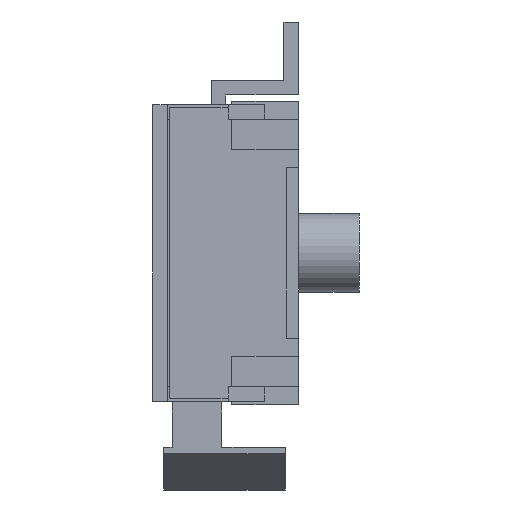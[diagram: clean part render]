
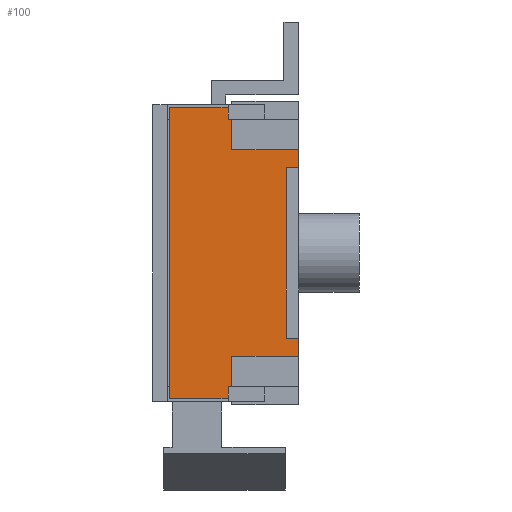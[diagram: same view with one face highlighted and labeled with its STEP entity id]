
A CAD part, left-side view. The second image highlights one B-rep face of the part: STEP entity #100.
In plain terms, the highlighted planar face has unit normal (-1, 0, 0).
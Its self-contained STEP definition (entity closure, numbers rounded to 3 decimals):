
#9 = ORIENTED_EDGE ( 'NONE', *, *, #797, .T. ) ;
#13 = EDGE_CURVE ( 'NONE', #624, #988, #901, .T. ) ;
#15 = ORIENTED_EDGE ( 'NONE', *, *, #36, .F. ) ;
#22 = VERTEX_POINT ( 'NONE', #951 ) ;
#23 = ORIENTED_EDGE ( 'NONE', *, *, #394, .T. ) ;
#34 = ORIENTED_EDGE ( 'NONE', *, *, #38, .T. ) ;
#36 = EDGE_CURVE ( 'NONE', #988, #680, #1107, .T. ) ;
#38 = EDGE_CURVE ( 'NONE', #695, #3244, #1112, .T. ) ;
#46 = ORIENTED_EDGE ( 'NONE', *, *, #13, .F. ) ;
#90 = EDGE_LOOP ( 'NONE', ( #2311, #332, #9, #15, #46, #23, #405, #169, #705, #530, #345, #602, #366, #34, #660, #670 ) ) ;
#100 = ADVANCED_FACE ( 'NONE', ( #1497 ), #1498, .F. ) ;
#112 = VERTEX_POINT ( 'NONE', #1595 ) ;
#163 = EDGE_CURVE ( 'NONE', #2464, #760, #2059, .T. ) ;
#169 = ORIENTED_EDGE ( 'NONE', *, *, #696, .F. ) ;
#332 = ORIENTED_EDGE ( 'NONE', *, *, #342, .T. ) ;
#337 = EDGE_CURVE ( 'NONE', #3221, #112, #2731, .T. ) ;
#342 = EDGE_CURVE ( 'NONE', #3264, #778, #2741, .T. ) ;
#345 = ORIENTED_EDGE ( 'NONE', *, *, #355, .F. ) ;
#355 = EDGE_CURVE ( 'NONE', #2466, #610, #2791, .T. ) ;
#366 = ORIENTED_EDGE ( 'NONE', *, *, #378, .F. ) ;
#378 = EDGE_CURVE ( 'NONE', #695, #22, #2863, .T. ) ;
#394 = EDGE_CURVE ( 'NONE', #624, #2464, #2904, .T. ) ;
#405 = ORIENTED_EDGE ( 'NONE', *, *, #163, .T. ) ;
#530 = ORIENTED_EDGE ( 'NONE', *, *, #545, .T. ) ;
#545 = EDGE_CURVE ( 'NONE', #3261, #610, #1204, .T. ) ;
#581 = VERTEX_POINT ( 'NONE', #1372 ) ;
#602 = ORIENTED_EDGE ( 'NONE', *, *, #608, .T. ) ;
#608 = EDGE_CURVE ( 'NONE', #2466, #22, #1534, .T. ) ;
#610 = VERTEX_POINT ( 'NONE', #1549 ) ;
#624 = VERTEX_POINT ( 'NONE', #1596 ) ;
#660 = ORIENTED_EDGE ( 'NONE', *, *, #3236, .T. ) ;
#670 = ORIENTED_EDGE ( 'NONE', *, *, #337, .T. ) ;
#680 = VERTEX_POINT ( 'NONE', #1806 ) ;
#695 = VERTEX_POINT ( 'NONE', #1890 ) ;
#696 = EDGE_CURVE ( 'NONE', #581, #760, #1895, .T. ) ;
#705 = ORIENTED_EDGE ( 'NONE', *, *, #779, .F. ) ;
#760 = VERTEX_POINT ( 'NONE', #2236 ) ;
#778 = VERTEX_POINT ( 'NONE', #2314 ) ;
#779 = EDGE_CURVE ( 'NONE', #3261, #581, #2315, .T. ) ;
#797 = EDGE_CURVE ( 'NONE', #778, #680, #2358, .T. ) ;
#901 = LINE ( 'NONE', #902, #903 ) ;
#902 = CARTESIAN_POINT ( 'NONE',  ( -1.5, 0.55, 0.85 ) ) ;
#903 = VECTOR ( 'NONE', #904, 1000. ) ;
#904 = DIRECTION ( 'NONE',  ( 0., 0., -1. ) ) ;
#951 = CARTESIAN_POINT ( 'NONE',  ( -1.5, 0.55, -1.1 ) ) ;
#988 = VERTEX_POINT ( 'NONE', #2520 ) ;
#1107 = LINE ( 'NONE', #1108, #1109 ) ;
#1108 = CARTESIAN_POINT ( 'NONE',  ( -1.5, 0.55, 0.85 ) ) ;
#1109 = VECTOR ( 'NONE', #1110, 1000. ) ;
#1110 = DIRECTION ( 'NONE',  ( 0., -1., 0. ) ) ;
#1112 = LINE ( 'NONE', #1113, #1114 ) ;
#1113 = CARTESIAN_POINT ( 'NONE',  ( -1.5, 0.55, -0.85 ) ) ;
#1114 = VECTOR ( 'NONE', #1115, 1000. ) ;
#1115 = DIRECTION ( 'NONE',  ( 0., -1., 0. ) ) ;
#1204 = LINE ( 'NONE', #1205, #1206 ) ;
#1205 = CARTESIAN_POINT ( 'NONE',  ( -1.5, 1.06, -1.2 ) ) ;
#1206 = VECTOR ( 'NONE', #1207, 1000. ) ;
#1207 = DIRECTION ( 'NONE',  ( 0., -1., 0. ) ) ;
#1372 = CARTESIAN_POINT ( 'NONE',  ( -1.5, 1.06, 1.2 ) ) ;
#1497 = FACE_OUTER_BOUND ( 'NONE', #90, .T. ) ;
#1498 = PLANE ( 'NONE',  #1499 ) ;
#1499 = AXIS2_PLACEMENT_3D ( 'NONE', #1500, #1501, #1502 ) ;
#1500 = CARTESIAN_POINT ( 'NONE',  ( -1.5, 1.06, 1.22 ) ) ;
#1501 = DIRECTION ( 'NONE',  ( 1., 0., 0. ) ) ;
#1502 = DIRECTION ( 'NONE',  ( 0., 0., -1. ) ) ;
#1534 = LINE ( 'NONE', #1535, #1536 ) ;
#1535 = CARTESIAN_POINT ( 'NONE',  ( -1.5, 1.06, -1.1 ) ) ;
#1536 = VECTOR ( 'NONE', #1537, 1000. ) ;
#1537 = DIRECTION ( 'NONE',  ( 0., -1., 0. ) ) ;
#1549 = CARTESIAN_POINT ( 'NONE',  ( -1.5, 0.58, -1.2 ) ) ;
#1595 = CARTESIAN_POINT ( 'NONE',  ( -1.5, 0.1, -0.7 ) ) ;
#1596 = CARTESIAN_POINT ( 'NONE',  ( -1.5, 0.55, 1.1 ) ) ;
#1806 = CARTESIAN_POINT ( 'NONE',  ( -1.5, 0., 0.85 ) ) ;
#1824 = CARTESIAN_POINT ( 'NONE',  ( -1.5, 0., -0.7 ) ) ;
#1890 = CARTESIAN_POINT ( 'NONE',  ( -1.5, 0.55, -0.85 ) ) ;
#1895 = LINE ( 'NONE', #1896, #1897 ) ;
#1896 = CARTESIAN_POINT ( 'NONE',  ( -1.5, 1.06, 1.2 ) ) ;
#1897 = VECTOR ( 'NONE', #1898, 1000. ) ;
#1898 = DIRECTION ( 'NONE',  ( 0., -1., 0. ) ) ;
#1930 = LINE ( 'NONE', #1931, #1932 ) ;
#1931 = CARTESIAN_POINT ( 'NONE',  ( -1.5, 0., 1.22 ) ) ;
#1932 = VECTOR ( 'NONE', #1933, 1000. ) ;
#1933 = DIRECTION ( 'NONE',  ( 0., 0., 1. ) ) ;
#1970 = CARTESIAN_POINT ( 'NONE',  ( -1.5, 0., -0.85 ) ) ;
#2014 = LINE ( 'NONE', #2015, #2016 ) ;
#2015 = CARTESIAN_POINT ( 'NONE',  ( -1.5, 0.1, 1.22 ) ) ;
#2016 = VECTOR ( 'NONE', #2019, 1000. ) ;
#2019 = DIRECTION ( 'NONE',  ( 0., 0., -1. ) ) ;
#2040 = CARTESIAN_POINT ( 'NONE',  ( -1.5, 0.58, 1.1 ) ) ;
#2041 = CARTESIAN_POINT ( 'NONE',  ( -1.5, 0.58, -1.1 ) ) ;
#2059 = LINE ( 'NONE', #2060, #2061 ) ;
#2060 = CARTESIAN_POINT ( 'NONE',  ( -1.5, 0.58, 1.22 ) ) ;
#2061 = VECTOR ( 'NONE', #2062, 1000. ) ;
#2062 = DIRECTION ( 'NONE',  ( 0., 0., 1. ) ) ;
#2191 = CARTESIAN_POINT ( 'NONE',  ( -1.5, 1.06, -1.2 ) ) ;
#2210 = CARTESIAN_POINT ( 'NONE',  ( -1.5, 0.1, 0.7 ) ) ;
#2236 = CARTESIAN_POINT ( 'NONE',  ( -1.5, 0.58, 1.2 ) ) ;
#2311 = ORIENTED_EDGE ( 'NONE', *, *, #2422, .F. ) ;
#2314 = CARTESIAN_POINT ( 'NONE',  ( -1.5, 0., 0.7 ) ) ;
#2315 = LINE ( 'NONE', #2316, #2317 ) ;
#2316 = CARTESIAN_POINT ( 'NONE',  ( -1.5, 1.06, 1.22 ) ) ;
#2317 = VECTOR ( 'NONE', #2318, 1000. ) ;
#2318 = DIRECTION ( 'NONE',  ( 0., 0., 1. ) ) ;
#2358 = LINE ( 'NONE', #2359, #2360 ) ;
#2359 = CARTESIAN_POINT ( 'NONE',  ( -1.5, 0., 1.22 ) ) ;
#2360 = VECTOR ( 'NONE', #2361, 1000. ) ;
#2361 = DIRECTION ( 'NONE',  ( 0., 0., 1. ) ) ;
#2422 = EDGE_CURVE ( 'NONE', #3264, #112, #2014, .T. ) ;
#2464 = VERTEX_POINT ( 'NONE', #2040 ) ;
#2466 = VERTEX_POINT ( 'NONE', #2041 ) ;
#2520 = CARTESIAN_POINT ( 'NONE',  ( -1.5, 0.55, 0.85 ) ) ;
#2731 = LINE ( 'NONE', #2734, #2735 ) ;
#2734 = CARTESIAN_POINT ( 'NONE',  ( -1.5, 1.06, -0.7 ) ) ;
#2735 = VECTOR ( 'NONE', #2736, 1000. ) ;
#2736 = DIRECTION ( 'NONE',  ( 0., 1., 0. ) ) ;
#2741 = LINE ( 'NONE', #2742, #2743 ) ;
#2742 = CARTESIAN_POINT ( 'NONE',  ( -1.5, 1.06, 0.7 ) ) ;
#2743 = VECTOR ( 'NONE', #2744, 1000. ) ;
#2744 = DIRECTION ( 'NONE',  ( 0., -1., 0. ) ) ;
#2791 = LINE ( 'NONE', #2792, #2793 ) ;
#2792 = CARTESIAN_POINT ( 'NONE',  ( -1.5, 0.58, 1.22 ) ) ;
#2793 = VECTOR ( 'NONE', #2794, 1000. ) ;
#2794 = DIRECTION ( 'NONE',  ( 0., 0., -1. ) ) ;
#2863 = LINE ( 'NONE', #2864, #2865 ) ;
#2864 = CARTESIAN_POINT ( 'NONE',  ( -1.5, 0.55, -0.85 ) ) ;
#2865 = VECTOR ( 'NONE', #2866, 1000. ) ;
#2866 = DIRECTION ( 'NONE',  ( 0., 0., -1. ) ) ;
#2904 = LINE ( 'NONE', #2905, #2906 ) ;
#2905 = CARTESIAN_POINT ( 'NONE',  ( -1.5, 1.06, 1.1 ) ) ;
#2906 = VECTOR ( 'NONE', #2907, 1000. ) ;
#2907 = DIRECTION ( 'NONE',  ( 0., 1., 0. ) ) ;
#3221 = VERTEX_POINT ( 'NONE', #1824 ) ;
#3236 = EDGE_CURVE ( 'NONE', #3244, #3221, #1930, .T. ) ;
#3244 = VERTEX_POINT ( 'NONE', #1970 ) ;
#3261 = VERTEX_POINT ( 'NONE', #2191 ) ;
#3264 = VERTEX_POINT ( 'NONE', #2210 ) ;
